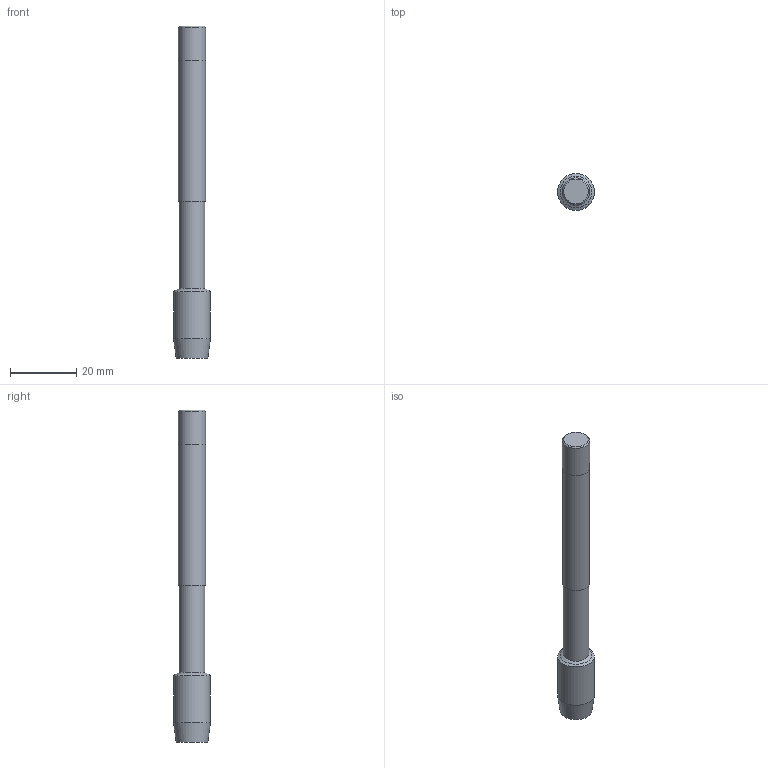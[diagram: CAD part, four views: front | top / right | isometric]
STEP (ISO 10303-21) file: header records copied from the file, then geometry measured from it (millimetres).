
FILE_DESCRIPTION(('STEP'), '1');
FILE_NAME('MOD000000000000000020085175300000.stp', '2019-01-04T11:51:45', (''), (''), 'Express v3.0.0.0', 'Express Tool', 'Unknown');
FILE_SCHEMA(('AUTOMOTIVE_DESIGN'));
Length unit declared in the file: millimetre
Products named in the file (1): EmptyName
Bounding box: 11.11 x 11.11 x 100 mm (x, y, z)
Volume: 5985.3 mm3; surface area: 4102.4 mm2
Topology: 2 solids, 2 shells, 13 faces, 26 edges, 17 vertices
Faces by surface type: bspline 13
Entity records: 537 total; most frequent: CARTESIAN_POINT 242, ORIENTED_EDGE 44, DIRECTION 44, EDGE_CURVE 22, AXIS2_PLACEMENT_3D 15, EDGE_LOOP 14, LINE 14, VECTOR 14
